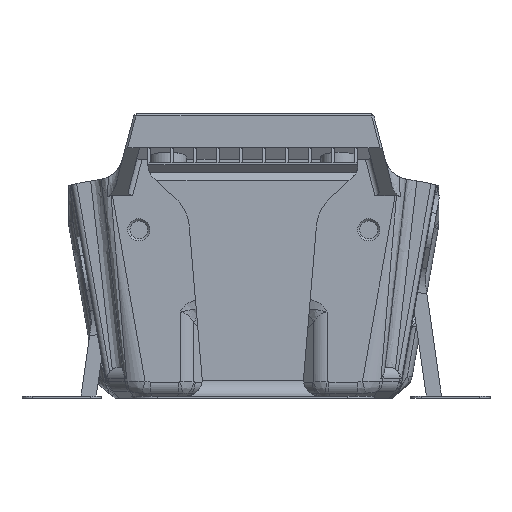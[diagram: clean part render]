
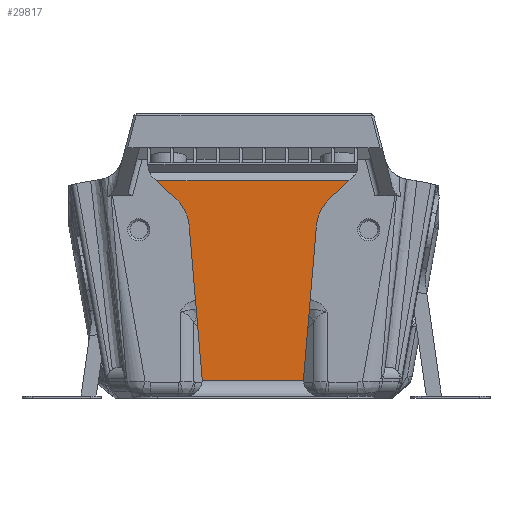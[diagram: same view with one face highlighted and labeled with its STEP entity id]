
A CAD part, front view. The second image highlights one B-rep face of the part: STEP entity #29817.
In plain terms, the highlighted planar face has unit normal (0, -1, 0).
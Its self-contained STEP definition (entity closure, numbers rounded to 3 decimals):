
#272=CIRCLE('',#31735,3.);
#273=CIRCLE('',#31736,3.);
#274=CIRCLE('',#31737,8.);
#275=CIRCLE('',#31738,8.);
#4038=ORIENTED_EDGE('',*,*,#12695,.T.);
#4039=ORIENTED_EDGE('',*,*,#12696,.T.);
#4040=ORIENTED_EDGE('',*,*,#12697,.T.);
#4041=ORIENTED_EDGE('',*,*,#12693,.F.);
#4042=ORIENTED_EDGE('',*,*,#12698,.T.);
#4043=ORIENTED_EDGE('',*,*,#12699,.T.);
#4044=ORIENTED_EDGE('',*,*,#12700,.F.);
#4045=ORIENTED_EDGE('',*,*,#12701,.F.);
#4046=ORIENTED_EDGE('',*,*,#12702,.T.);
#4047=ORIENTED_EDGE('',*,*,#12703,.T.);
#12693=EDGE_CURVE('',#17109,#17110,#19988,.T.);
#12695=EDGE_CURVE('',#17111,#17112,#272,.T.);
#12696=EDGE_CURVE('',#17112,#17113,#19990,.F.);
#12697=EDGE_CURVE('',#17113,#17110,#273,.T.);
#12698=EDGE_CURVE('',#17109,#17114,#274,.T.);
#12699=EDGE_CURVE('',#17114,#17115,#19991,.T.);
#12700=EDGE_CURVE('',#17116,#17115,#19992,.T.);
#12701=EDGE_CURVE('',#17117,#17116,#19993,.T.);
#12702=EDGE_CURVE('',#17117,#17118,#275,.T.);
#12703=EDGE_CURVE('',#17118,#17111,#19994,.T.);
#17109=VERTEX_POINT('',#45099);
#17110=VERTEX_POINT('',#45101);
#17111=VERTEX_POINT('',#45105);
#17112=VERTEX_POINT('',#45106);
#17113=VERTEX_POINT('',#45108);
#17114=VERTEX_POINT('',#45111);
#17115=VERTEX_POINT('',#45113);
#17116=VERTEX_POINT('',#45115);
#17117=VERTEX_POINT('',#45117);
#17118=VERTEX_POINT('',#45119);
#19988=LINE('',#45100,#22606);
#19990=LINE('',#45107,#22608);
#19991=LINE('',#45112,#22609);
#19992=LINE('',#45114,#22610);
#19993=LINE('',#45116,#22611);
#19994=LINE('',#45120,#22612);
#22606=VECTOR('',#35061,1000.);
#22608=VECTOR('',#35067,1000.);
#22609=VECTOR('',#35072,1000.);
#22610=VECTOR('',#35073,1000.);
#22611=VECTOR('',#35074,1000.);
#22612=VECTOR('',#35077,1000.);
#25184=EDGE_LOOP('',(#4038,#4039,#4040,#4041,#4042,#4043,#4044,#4045,#4046,
#4047));
#27054=FACE_BOUND('',#25184,.T.);
#28801=PLANE('',#31734);
#29817=ADVANCED_FACE('',(#27054),#28801,.F.);
#31734=AXIS2_PLACEMENT_3D('',#45103,#35063,#35064);
#31735=AXIS2_PLACEMENT_3D('',#45104,#35065,#35066);
#31736=AXIS2_PLACEMENT_3D('',#45109,#35068,#35069);
#31737=AXIS2_PLACEMENT_3D('',#45110,#35070,#35071);
#31738=AXIS2_PLACEMENT_3D('',#45118,#35075,#35076);
#35061=DIRECTION('',(-0.084,0.,-0.996));
#35063=DIRECTION('',(0.,1.,0.));
#35064=DIRECTION('',(0.,0.,1.));
#35065=DIRECTION('',(0.,1.,0.));
#35066=DIRECTION('',(0.,0.,1.));
#35067=DIRECTION('',(-1.,0.,0.));
#35068=DIRECTION('',(0.,1.,0.));
#35069=DIRECTION('',(0.,0.,1.));
#35070=DIRECTION('',(0.,1.,0.));
#35071=DIRECTION('',(0.,0.,1.));
#35072=DIRECTION('',(0.731,0.,0.682));
#35073=DIRECTION('',(1.,0.,0.));
#35074=DIRECTION('',(-0.731,0.,0.682));
#35075=DIRECTION('',(0.,1.,0.));
#35076=DIRECTION('',(0.,0.,1.));
#35077=DIRECTION('',(0.084,0.,-0.996));
#45099=CARTESIAN_POINT('',(11.856,-32.314,32.579));
#45100=CARTESIAN_POINT('',(36.482,-32.314,324.724));
#45101=CARTESIAN_POINT('',(9.418,-32.314,3.652));
#45103=CARTESIAN_POINT('',(0.,-32.314,327.8));
#45104=CARTESIAN_POINT('',(-12.767,-32.314,3.4));
#45105=CARTESIAN_POINT('',(-9.777,-32.314,3.652));
#45106=CARTESIAN_POINT('',(-9.767,-32.314,3.4));
#45107=CARTESIAN_POINT('',(9.143,-32.314,3.4));
#45108=CARTESIAN_POINT('',(9.407,-32.314,3.4));
#45109=CARTESIAN_POINT('',(12.407,-32.314,3.4));
#45110=CARTESIAN_POINT('',(19.828,-32.314,31.907));
#45111=CARTESIAN_POINT('',(14.372,-32.314,37.757));
#45112=CARTESIAN_POINT('',(16.736,-32.314,39.963));
#45113=CARTESIAN_POINT('',(17.982,-32.314,41.124));
#45114=CARTESIAN_POINT('',(-65.369,-32.314,41.124));
#45115=CARTESIAN_POINT('',(-18.341,-32.314,41.124));
#45116=CARTESIAN_POINT('',(-17.096,-32.314,39.963));
#45117=CARTESIAN_POINT('',(-14.731,-32.314,37.757));
#45118=CARTESIAN_POINT('',(-20.187,-32.314,31.907));
#45119=CARTESIAN_POINT('',(-12.216,-32.314,32.579));
#45120=CARTESIAN_POINT('',(-36.839,-32.314,324.694));
